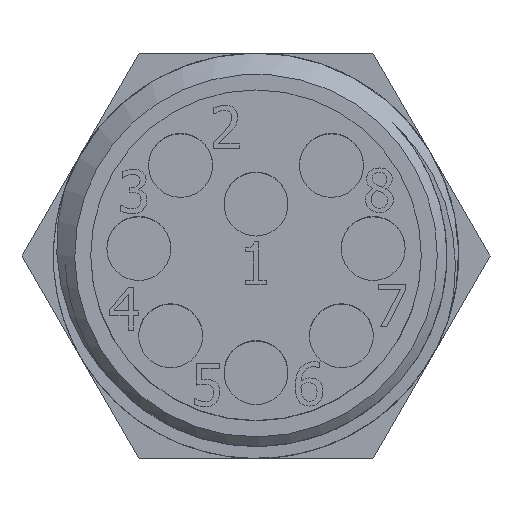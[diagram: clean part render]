
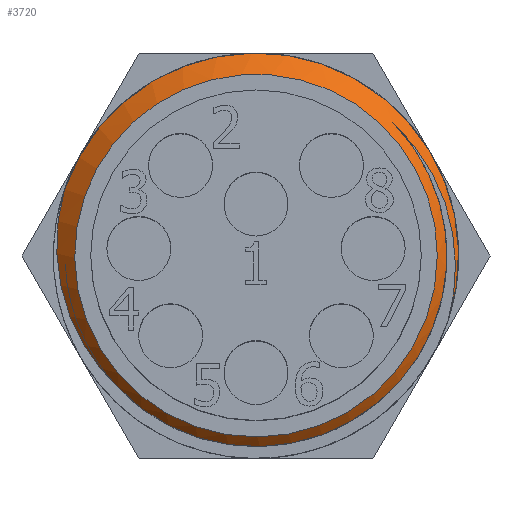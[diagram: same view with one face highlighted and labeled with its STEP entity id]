
A CAD part, top view. The second image highlights one B-rep face of the part: STEP entity #3720.
In plain terms, the highlighted conical face has half-angle 45 degrees and reference radius 9 mm.
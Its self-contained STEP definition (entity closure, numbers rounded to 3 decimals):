
#717=FACE_BOUND($,#1206,.T.);
#768=CIRCLE($,#3869,8.95);
#770=CIRCLE($,#3873,9.5);
#771=CIRCLE($,#3874,8.5);
#809=CONICAL_SURFACE($,#3872,9.,45.);
#966=FACE_OUTER_BOUND($,#1205,.T.);
#1205=EDGE_LOOP($,(#3231,#3232,#3233,#3234));
#1206=EDGE_LOOP($,(#3235));
#1476=B_SPLINE_CURVE_WITH_KNOTS($,3,(#9183,#9184,#9185,#9186,#9187,#9188,
#9189,#9190,#9191,#9192),.UNSPECIFIED.,.F.,.F.,(4,3,3,4),(0.878,
0.977,1.444,1.897),.UNSPECIFIED.);
#1479=B_SPLINE_CURVE_WITH_KNOTS($,3,(#9420,#9421,#9422,#9423,#9424,#9425,
#9426,#9427,#9428,#9429),.UNSPECIFIED.,.F.,.F.,(4,3,3,4),(0.,0.453,
0.919,1.018),.UNSPECIFIED.);
#1786=VERTEX_POINT($,#9115);
#1788=VERTEX_POINT($,#9149);
#1791=VERTEX_POINT($,#9333);
#1792=VERTEX_POINT($,#9419);
#1794=VERTEX_POINT($,#9472);
#2287=EDGE_CURVE($,#1786,#1788,#1476,.T.);
#2290=EDGE_CURVE($,#1792,#1791,#1479,.T.);
#2294=EDGE_CURVE($,#1788,#1792,#768,.T.);
#2296=EDGE_CURVE($,#1791,#1786,#770,.T.);
#2297=EDGE_CURVE($,#1794,#1794,#771,.T.);
#3231=ORIENTED_EDGE($,*,*,#2290,.T.);
#3232=ORIENTED_EDGE($,*,*,#2296,.T.);
#3233=ORIENTED_EDGE($,*,*,#2287,.T.);
#3234=ORIENTED_EDGE($,*,*,#2294,.T.);
#3235=ORIENTED_EDGE($,*,*,#2297,.T.);
#3720=ADVANCED_FACE($,(#966,#717),#809,.T.);
#3869=AXIS2_PLACEMENT_3D($,#9467,#4388,#4389);
#3872=AXIS2_PLACEMENT_3D($,#9470,#4394,#4395);
#3873=AXIS2_PLACEMENT_3D($,#9471,#4396,#4397);
#3874=AXIS2_PLACEMENT_3D($,#9473,#4398,#4399);
#4388=DIRECTION('center_axis',(0.,0.,1.));
#4389=DIRECTION('ref_axis',(0.,1.,0.));
#4394=DIRECTION('center_axis',(0.,0.,-1.));
#4395=DIRECTION('ref_axis',(-1.,0.,0.));
#4396=DIRECTION('center_axis',(0.,0.,1.));
#4397=DIRECTION('ref_axis',(-1.,0.,0.));
#4398=DIRECTION('center_axis',(0.,0.,-1.));
#4399=DIRECTION('ref_axis',(-1.,0.,0.));
#9115=CARTESIAN_POINT('',(-8.975,3.115,8.5));
#9149=CARTESIAN_POINT('',(-6.469,-6.185,9.05));
#9183=CARTESIAN_POINT('Ctrl Pts',(-8.975,3.115,8.5));
#9184=CARTESIAN_POINT('Ctrl Pts',(-9.066,2.8,8.517));
#9185=CARTESIAN_POINT('Ctrl Pts',(-9.141,2.48,8.535));
#9186=CARTESIAN_POINT('Ctrl Pts',(-9.199,2.158,8.552));
#9187=CARTESIAN_POINT('Ctrl Pts',(-9.472,0.638,8.634));
#9188=CARTESIAN_POINT('Ctrl Pts',(-9.363,-0.954,
8.717));
#9189=CARTESIAN_POINT('Ctrl Pts',(-8.875,-2.421,8.801));
#9190=CARTESIAN_POINT('Ctrl Pts',(-8.402,-3.847,8.883));
#9191=CARTESIAN_POINT('Ctrl Pts',(-7.569,-5.156,8.966));
#9192=CARTESIAN_POINT('Ctrl Pts',(-6.469,-6.185,9.05));
#9333=CARTESIAN_POINT('',(9.005,-3.026,8.5));
#9419=CARTESIAN_POINT('',(6.407,6.249,9.05));
#9420=CARTESIAN_POINT('Ctrl Pts',(6.407,6.249,9.05));
#9421=CARTESIAN_POINT('Ctrl Pts',(7.519,5.23,8.966));
#9422=CARTESIAN_POINT('Ctrl Pts',(8.363,3.931,8.883));
#9423=CARTESIAN_POINT('Ctrl Pts',(8.851,2.509,8.801));
#9424=CARTESIAN_POINT('Ctrl Pts',(9.352,1.049,8.717));
#9425=CARTESIAN_POINT('Ctrl Pts',(9.477,-0.543,8.634));
#9426=CARTESIAN_POINT('Ctrl Pts',(9.22,-2.066,8.552));
#9427=CARTESIAN_POINT('Ctrl Pts',(9.166,-2.389,8.535));
#9428=CARTESIAN_POINT('Ctrl Pts',(9.094,-2.709,8.517));
#9429=CARTESIAN_POINT('Ctrl Pts',(9.005,-3.026,8.5));
#9467=CARTESIAN_POINT('Origin',(0.,0.,9.05));
#9470=CARTESIAN_POINT('Origin',(0.,0.,9.));
#9471=CARTESIAN_POINT('Origin',(0.,0.,8.5));
#9472=CARTESIAN_POINT('',(8.5,0.,9.5));
#9473=CARTESIAN_POINT('Origin',(0.,0.,9.5));
